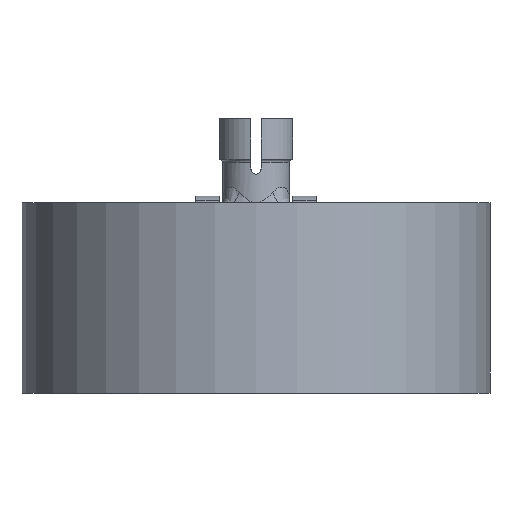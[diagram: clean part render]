
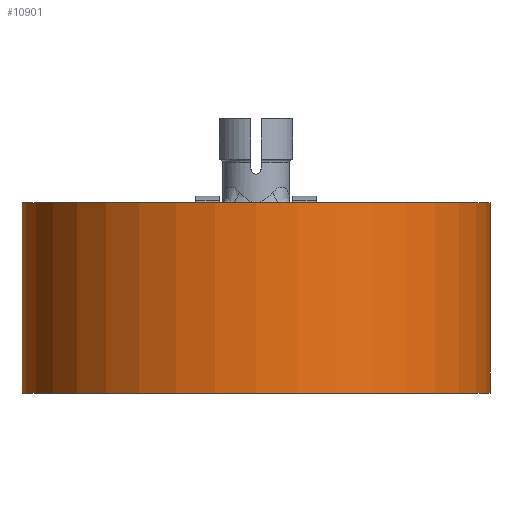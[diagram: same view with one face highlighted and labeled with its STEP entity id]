
A CAD part, front view. The second image highlights one B-rep face of the part: STEP entity #10901.
In plain terms, the highlighted cylindrical face has radius 70 mm (diameter 140 mm), a full revolution.
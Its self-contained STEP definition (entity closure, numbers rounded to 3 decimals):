
#303=CYLINDRICAL_SURFACE('',#11699,70.);
#631=LINE('',#16982,#1417);
#1417=VECTOR('',#13286,70.);
#2338=FACE_OUTER_BOUND('',#3029,.T.);
#3029=EDGE_LOOP('',(#7466,#7467,#7468,#7469));
#3823=CIRCLE('',#11604,70.);
#3886=CIRCLE('',#11679,70.);
#4603=VERTEX_POINT('',#16761);
#4684=VERTEX_POINT('',#16947);
#5671=EDGE_CURVE('',#4603,#4603,#3823,.T.);
#5764=EDGE_CURVE('',#4684,#4684,#3886,.T.);
#5784=EDGE_CURVE('',#4603,#4684,#631,.T.);
#7466=ORIENTED_EDGE('',*,*,#5671,.T.);
#7467=ORIENTED_EDGE('',*,*,#5784,.T.);
#7468=ORIENTED_EDGE('',*,*,#5764,.F.);
#7469=ORIENTED_EDGE('',*,*,#5784,.F.);
#10901=ADVANCED_FACE('',(#2338),#303,.T.);
#11604=AXIS2_PLACEMENT_3D('',#16762,#13064,#13065);
#11679=AXIS2_PLACEMENT_3D('',#16948,#13244,#13245);
#11699=AXIS2_PLACEMENT_3D('',#16981,#13284,#13285);
#13064=DIRECTION('center_axis',(0.,0.,1.));
#13065=DIRECTION('ref_axis',(1.,0.,0.));
#13244=DIRECTION('center_axis',(0.,0.,1.));
#13245=DIRECTION('ref_axis',(1.,0.,0.));
#13284=DIRECTION('center_axis',(0.,0.,-1.));
#13285=DIRECTION('ref_axis',(-1.,0.,0.));
#13286=DIRECTION('',(0.,0.,1.));
#16761=CARTESIAN_POINT('',(70.,0.,0.));
#16762=CARTESIAN_POINT('Origin',(0.,0.,0.));
#16947=CARTESIAN_POINT('',(70.,0.,57.));
#16948=CARTESIAN_POINT('Origin',(0.,0.,57.));
#16981=CARTESIAN_POINT('Origin',(0.,0.,57.));
#16982=CARTESIAN_POINT('',(70.,0.,57.));
